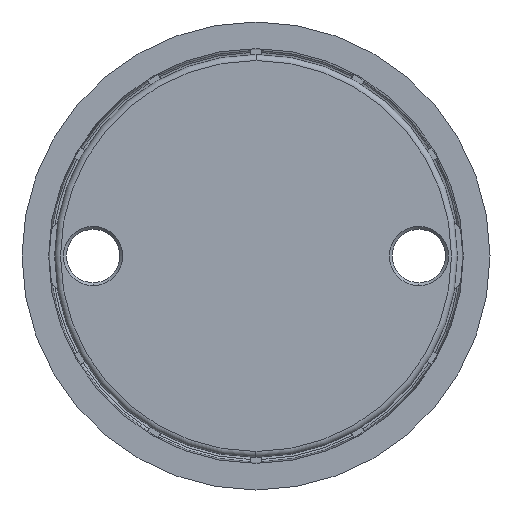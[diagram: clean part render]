
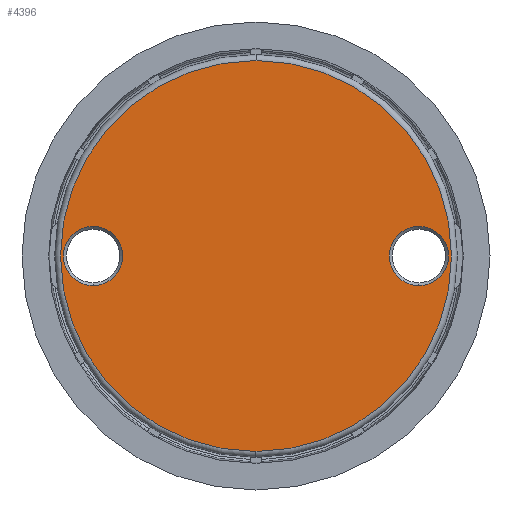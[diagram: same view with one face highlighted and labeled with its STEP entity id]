
A CAD part, front view. The second image highlights one B-rep face of the part: STEP entity #4396.
In plain terms, the highlighted planar face has unit normal (0, -1, 0).
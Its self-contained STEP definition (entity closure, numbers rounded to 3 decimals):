
#180 = AXIS2_PLACEMENT_3D ( 'NONE', #3704, #10537, #9528 ) ;
#283 = EDGE_CURVE ( 'NONE', #10422, #649, #6198, .T. ) ;
#409 = EDGE_CURVE ( 'NONE', #10769, #818, #5198, .T. ) ;
#637 = CARTESIAN_POINT ( 'NONE',  ( 27.5, 0., 0. ) ) ;
#649 = VERTEX_POINT ( 'NONE', #5361 ) ;
#653 = FACE_BOUND ( 'NONE', #7066, .T. ) ;
#781 = FACE_OUTER_BOUND ( 'NONE', #10237, .T. ) ;
#818 = VERTEX_POINT ( 'NONE', #8632 ) ;
#822 = CARTESIAN_POINT ( 'NONE',  ( 0., 0., 0. ) ) ;
#847 = VERTEX_POINT ( 'NONE', #9391 ) ;
#929 = CIRCLE ( 'NONE', #4165, 5. ) ;
#958 = CIRCLE ( 'NONE', #180, 33. ) ;
#1184 = CARTESIAN_POINT ( 'NONE',  ( -27.5, 0., 0. ) ) ;
#1356 = ORIENTED_EDGE ( 'NONE', *, *, #8933, .T. ) ;
#1530 = EDGE_CURVE ( 'NONE', #847, #4072, #2604, .T. ) ;
#2107 = ORIENTED_EDGE ( 'NONE', *, *, #2569, .T. ) ;
#2569 = EDGE_CURVE ( 'NONE', #818, #10769, #958, .T. ) ;
#2604 = CIRCLE ( 'NONE', #11245, 5. ) ;
#3028 = ORIENTED_EDGE ( 'NONE', *, *, #1530, .F. ) ;
#3249 = AXIS2_PLACEMENT_3D ( 'NONE', #5431, #5491, #5362 ) ;
#3415 = EDGE_LOOP ( 'NONE', ( #1356, #6110 ) ) ;
#3704 = CARTESIAN_POINT ( 'NONE',  ( 0., 0., 0. ) ) ;
#3806 = AXIS2_PLACEMENT_3D ( 'NONE', #822, #9856, #5893 ) ;
#4072 = VERTEX_POINT ( 'NONE', #10597 ) ;
#4165 = AXIS2_PLACEMENT_3D ( 'NONE', #637, #12157, #8184 ) ;
#4307 = ORIENTED_EDGE ( 'NONE', *, *, #11045, .F. ) ;
#4396 = ADVANCED_FACE ( 'NONE', ( #781, #5553, #653 ), #11286, .T. ) ;
#5198 = CIRCLE ( 'NONE', #3806, 33. ) ;
#5361 = CARTESIAN_POINT ( 'NONE',  ( -27.5, 0., 5. ) ) ;
#5362 = DIRECTION ( 'NONE',  ( 1., 0., 0. ) ) ;
#5431 = CARTESIAN_POINT ( 'NONE',  ( -33.366, 0., -33. ) ) ;
#5491 = DIRECTION ( 'NONE',  ( 0., -1., 0. ) ) ;
#5553 = FACE_BOUND ( 'NONE', #3415, .T. ) ;
#5602 = AXIS2_PLACEMENT_3D ( 'NONE', #1184, #10501, #12348 ) ;
#5893 = DIRECTION ( 'NONE',  ( 0., 0., 1. ) ) ;
#5998 = CARTESIAN_POINT ( 'NONE',  ( -27.5, 0., 0. ) ) ;
#6110 = ORIENTED_EDGE ( 'NONE', *, *, #283, .T. ) ;
#6198 = CIRCLE ( 'NONE', #5602, 5. ) ;
#6240 = DIRECTION ( 'NONE',  ( 0., 1., 0. ) ) ;
#6268 = DIRECTION ( 'NONE',  ( 0., -1., 0. ) ) ;
#6409 = CIRCLE ( 'NONE', #9612, 5. ) ;
#6582 = CARTESIAN_POINT ( 'NONE',  ( 0., 0., 33. ) ) ;
#7066 = EDGE_LOOP ( 'NONE', ( #3028, #4307 ) ) ;
#8156 = CARTESIAN_POINT ( 'NONE',  ( 27.5, 0., 0. ) ) ;
#8184 = DIRECTION ( 'NONE',  ( 0., 0., -1. ) ) ;
#8400 = DIRECTION ( 'NONE',  ( 0., 0., -1. ) ) ;
#8632 = CARTESIAN_POINT ( 'NONE',  ( 0., 0., -33. ) ) ;
#8708 = ORIENTED_EDGE ( 'NONE', *, *, #409, .T. ) ;
#8883 = DIRECTION ( 'NONE',  ( 0., 0., -1. ) ) ;
#8933 = EDGE_CURVE ( 'NONE', #649, #10422, #6409, .T. ) ;
#9391 = CARTESIAN_POINT ( 'NONE',  ( 27.5, 0., 5. ) ) ;
#9528 = DIRECTION ( 'NONE',  ( 0., 0., 1. ) ) ;
#9612 = AXIS2_PLACEMENT_3D ( 'NONE', #5998, #6240, #8883 ) ;
#9856 = DIRECTION ( 'NONE',  ( 0., -1., 0. ) ) ;
#10237 = EDGE_LOOP ( 'NONE', ( #8708, #2107 ) ) ;
#10422 = VERTEX_POINT ( 'NONE', #10508 ) ;
#10501 = DIRECTION ( 'NONE',  ( 0., 1., 0. ) ) ;
#10508 = CARTESIAN_POINT ( 'NONE',  ( -27.5, 0., -5. ) ) ;
#10537 = DIRECTION ( 'NONE',  ( 0., -1., 0. ) ) ;
#10597 = CARTESIAN_POINT ( 'NONE',  ( 27.5, 0., -5. ) ) ;
#10769 = VERTEX_POINT ( 'NONE', #6582 ) ;
#11045 = EDGE_CURVE ( 'NONE', #4072, #847, #929, .T. ) ;
#11245 = AXIS2_PLACEMENT_3D ( 'NONE', #8156, #6268, #8400 ) ;
#11286 = PLANE ( 'NONE',  #3249 ) ;
#12157 = DIRECTION ( 'NONE',  ( 0., -1., 0. ) ) ;
#12348 = DIRECTION ( 'NONE',  ( 0., 0., -1. ) ) ;
